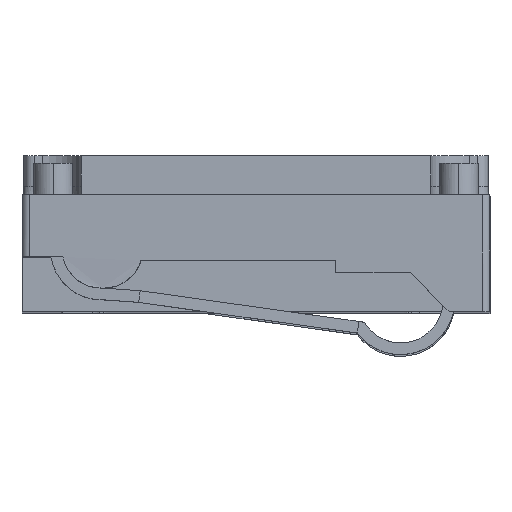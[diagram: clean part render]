
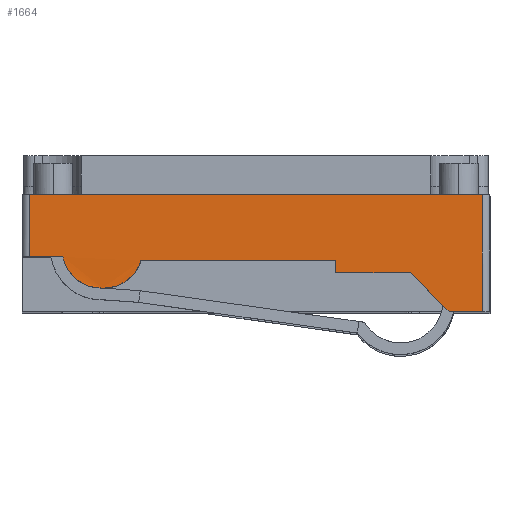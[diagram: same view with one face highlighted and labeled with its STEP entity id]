
A CAD part, top view. The second image highlights one B-rep face of the part: STEP entity #1664.
In plain terms, the highlighted planar face has unit normal (0, 0, 1).
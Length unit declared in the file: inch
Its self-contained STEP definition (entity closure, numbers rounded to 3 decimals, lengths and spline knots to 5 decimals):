
#185 = CARTESIAN_POINT ( 'NONE',  ( 0.00098, -0.09449, 0. ) ) ;
#322 = ORIENTED_EDGE ( 'NONE', *, *, #4619, .F. ) ;
#396 = ORIENTED_EDGE ( 'NONE', *, *, #5599, .F. ) ;
#784 = VECTOR ( 'NONE', #6869, 39.37008 ) ;
#840 = VERTEX_POINT ( 'NONE', #2677 ) ;
#927 = AXIS2_PLACEMENT_3D ( 'NONE', #3940, #1966, #4001 ) ;
#964 = LINE ( 'NONE', #11822, #784 ) ;
#966 = DIRECTION ( 'NONE',  ( 0., -1., 0. ) ) ;
#1003 = ORIENTED_EDGE ( 'NONE', *, *, #5430, .F. ) ;
#1603 = LINE ( 'NONE', #12545, #7896 ) ;
#1664 = ADVANCED_FACE ( 'NONE', ( #10073 ), #11049, .F. ) ;
#1745 = VECTOR ( 'NONE', #11212, 39.37008 ) ;
#1966 = DIRECTION ( 'NONE',  ( 0., 0., -1. ) ) ;
#2358 = CARTESIAN_POINT ( 'NONE',  ( 0.21555, -0.09449, 0. ) ) ;
#2375 = DIRECTION ( 'NONE',  ( -1., 0., 0. ) ) ;
#2442 = CARTESIAN_POINT ( 'NONE',  ( 0.00098, -0.06693, 0. ) ) ;
#2591 = CIRCLE ( 'NONE', #927, 0.01969 ) ;
#2677 = CARTESIAN_POINT ( 'NONE',  ( 0.15846, -0.0748, 0. ) ) ;
#2715 = DIRECTION ( 'NONE',  ( -1., 0., 0. ) ) ;
#2783 = CARTESIAN_POINT ( 'NONE',  ( 0.00394, -0.03543, 0. ) ) ;
#2832 = ORIENTED_EDGE ( 'NONE', *, *, #6032, .F. ) ;
#2980 = VECTOR ( 'NONE', #6963, 39.37008 ) ;
#3201 = EDGE_CURVE ( 'NONE', #6111, #12565, #8949, .T. ) ;
#3379 = DIRECTION ( 'NONE',  ( -1., 0., 0. ) ) ;
#3514 = LINE ( 'NONE', #6326, #6201 ) ;
#3857 = CARTESIAN_POINT ( 'NONE',  ( 0.02067, -0.06693, 0. ) ) ;
#3940 = CARTESIAN_POINT ( 'NONE',  ( 0.04126, -0.06299, 0. ) ) ;
#4001 = DIRECTION ( 'NONE',  ( 0., -1., 0. ) ) ;
#4301 = LINE ( 'NONE', #7350, #6598 ) ;
#4383 = VERTEX_POINT ( 'NONE', #10306 ) ;
#4607 = EDGE_CURVE ( 'NONE', #12565, #11630, #10043, .T. ) ;
#4619 = EDGE_CURVE ( 'NONE', #7434, #9809, #2591, .T. ) ;
#4749 = VERTEX_POINT ( 'NONE', #3857 ) ;
#4858 = AXIS2_PLACEMENT_3D ( 'NONE', #185, #9050, #966 ) ;
#4920 = ORIENTED_EDGE ( 'NONE', *, *, #7390, .F. ) ;
#4991 = CARTESIAN_POINT ( 'NONE',  ( 0.11811, -0.03543, 0. ) ) ;
#5044 = ORIENTED_EDGE ( 'NONE', *, *, #8495, .F. ) ;
#5127 = VERTEX_POINT ( 'NONE', #8655 ) ;
#5228 = DIRECTION ( 'NONE',  ( 0., -1., 0. ) ) ;
#5430 = EDGE_CURVE ( 'NONE', #11630, #6282, #4301, .T. ) ;
#5599 = EDGE_CURVE ( 'NONE', #4383, #7434, #1603, .T. ) ;
#5652 = CARTESIAN_POINT ( 'NONE',  ( 0.19587, -0.0748, 0. ) ) ;
#5721 = DIRECTION ( 'NONE',  ( 0., 0., -1. ) ) ;
#5987 = EDGE_CURVE ( 'NONE', #840, #4383, #12024, .T. ) ;
#6032 = EDGE_CURVE ( 'NONE', #6282, #5127, #3514, .T. ) ;
#6111 = VERTEX_POINT ( 'NONE', #12420 ) ;
#6201 = VECTOR ( 'NONE', #3379, 39.37008 ) ;
#6282 = VERTEX_POINT ( 'NONE', #10290 ) ;
#6286 = EDGE_CURVE ( 'NONE', #5127, #9971, #7318, .T. ) ;
#6326 = CARTESIAN_POINT ( 'NONE',  ( 0.00098, -0.09449, 0. ) ) ;
#6598 = VECTOR ( 'NONE', #5228, 39.37008 ) ;
#6637 = CARTESIAN_POINT ( 'NONE',  ( 0.03996, -0.06299, 0. ) ) ;
#6869 = DIRECTION ( 'NONE',  ( -1., 0., 0. ) ) ;
#6963 = DIRECTION ( 'NONE',  ( 0., 1., 0. ) ) ;
#7318 = LINE ( 'NONE', #2358, #12882 ) ;
#7350 = CARTESIAN_POINT ( 'NONE',  ( 0.23228, -0.09449, 0. ) ) ;
#7390 = EDGE_CURVE ( 'NONE', #4749, #6111, #9284, .T. ) ;
#7434 = VERTEX_POINT ( 'NONE', #12398 ) ;
#7896 = VECTOR ( 'NONE', #2715, 39.37008 ) ;
#8163 = CARTESIAN_POINT ( 'NONE',  ( 0.04056, -0.08268, -0.00038 ) ) ;
#8164 = CIRCLE ( 'NONE', #10439, 0.01969 ) ;
#8249 = DIRECTION ( 'NONE',  ( 0., 1., 0. ) ) ;
#8376 = EDGE_CURVE ( 'NONE', #9971, #840, #964, .T. ) ;
#8495 = EDGE_CURVE ( 'NONE', #9809, #4749, #8164, .T. ) ;
#8655 = CARTESIAN_POINT ( 'NONE',  ( 0.21555, -0.09449, 0. ) ) ;
#8674 = ORIENTED_EDGE ( 'NONE', *, *, #5987, .F. ) ;
#8829 = ORIENTED_EDGE ( 'NONE', *, *, #4607, .F. ) ;
#8944 = VECTOR ( 'NONE', #8249, 39.37008 ) ;
#8949 = LINE ( 'NONE', #11787, #2980 ) ;
#8983 = EDGE_LOOP ( 'NONE', ( #12648, #4920, #5044, #322, #396, #8674, #12442, #11409, #2832, #1003, #8829 ) ) ;
#9050 = DIRECTION ( 'NONE',  ( 0., 0., -1. ) ) ;
#9116 = CARTESIAN_POINT ( 'NONE',  ( 0.15846, -0.09449, 0. ) ) ;
#9284 = LINE ( 'NONE', #2442, #10385 ) ;
#9809 = VERTEX_POINT ( 'NONE', #8163 ) ;
#9971 = VERTEX_POINT ( 'NONE', #5652 ) ;
#10043 = LINE ( 'NONE', #4991, #1745 ) ;
#10073 = FACE_OUTER_BOUND ( 'NONE', #8983, .T. ) ;
#10228 = DIRECTION ( 'NONE',  ( -0.707, 0.707, 0. ) ) ;
#10290 = CARTESIAN_POINT ( 'NONE',  ( 0.23228, -0.09449, 0. ) ) ;
#10306 = CARTESIAN_POINT ( 'NONE',  ( 0.15846, -0.0689, 0. ) ) ;
#10385 = VECTOR ( 'NONE', #2375, 39.37008 ) ;
#10439 = AXIS2_PLACEMENT_3D ( 'NONE', #6637, #5721, #11606 ) ;
#11049 = PLANE ( 'NONE',  #4858 ) ;
#11212 = DIRECTION ( 'NONE',  ( 1., 0., 0. ) ) ;
#11409 = ORIENTED_EDGE ( 'NONE', *, *, #6286, .F. ) ;
#11606 = DIRECTION ( 'NONE',  ( 0., -1., 0. ) ) ;
#11630 = VERTEX_POINT ( 'NONE', #12499 ) ;
#11787 = CARTESIAN_POINT ( 'NONE',  ( 0.00394, -0.09449, 0. ) ) ;
#11822 = CARTESIAN_POINT ( 'NONE',  ( 0.11811, -0.0748, 0. ) ) ;
#12024 = LINE ( 'NONE', #9116, #8944 ) ;
#12398 = CARTESIAN_POINT ( 'NONE',  ( 0.06004, -0.0689, 0. ) ) ;
#12420 = CARTESIAN_POINT ( 'NONE',  ( 0.00394, -0.06693, 0. ) ) ;
#12442 = ORIENTED_EDGE ( 'NONE', *, *, #8376, .F. ) ;
#12499 = CARTESIAN_POINT ( 'NONE',  ( 0.23228, -0.03543, 0. ) ) ;
#12545 = CARTESIAN_POINT ( 'NONE',  ( 0.11811, -0.0689, 0. ) ) ;
#12565 = VERTEX_POINT ( 'NONE', #2783 ) ;
#12648 = ORIENTED_EDGE ( 'NONE', *, *, #3201, .F. ) ;
#12882 = VECTOR ( 'NONE', #10228, 39.37008 ) ;
